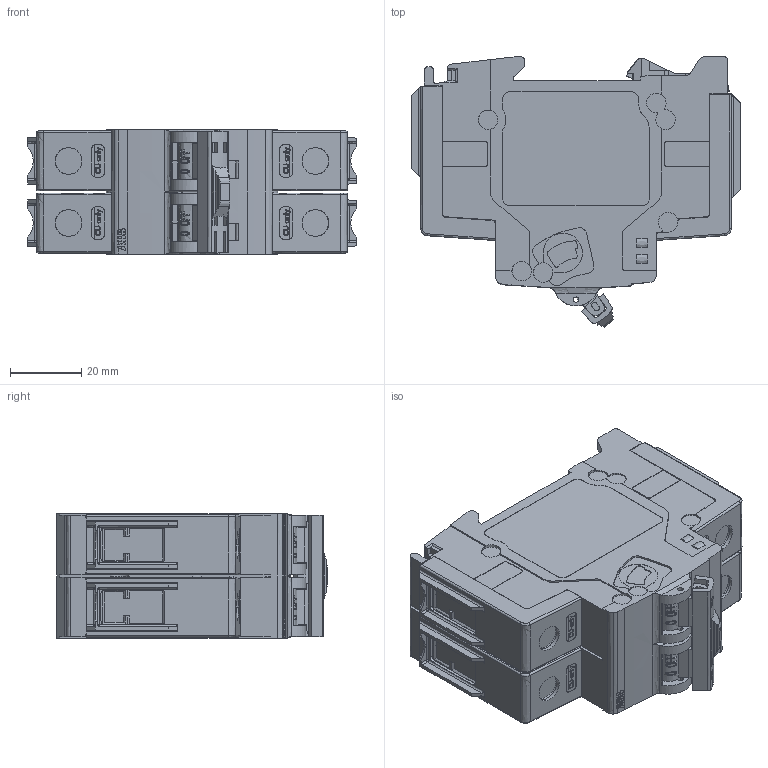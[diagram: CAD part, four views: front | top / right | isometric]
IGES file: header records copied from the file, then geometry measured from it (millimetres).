
Start section:  PTC IGES file: 2cds272417_sw0001.igs
Global section: file name: 2cds272417_sw0001.igs; native system: Pro/ENGINEER by Parametric Technology Corporation; preprocessor: 2006380; author: DEU121775; organization: Unknown; date: 20080814.100154; units: millimetre
Bounding box: 92 x 75.84 x 34.8 mm (x, y, z)
Volume: 154979.8 mm3; surface area: 39220.3 mm2
Topology: 1 solids, 2 shells, 2896 faces, 8251 edges, 5393 vertices
Faces by surface type: bspline 2896
